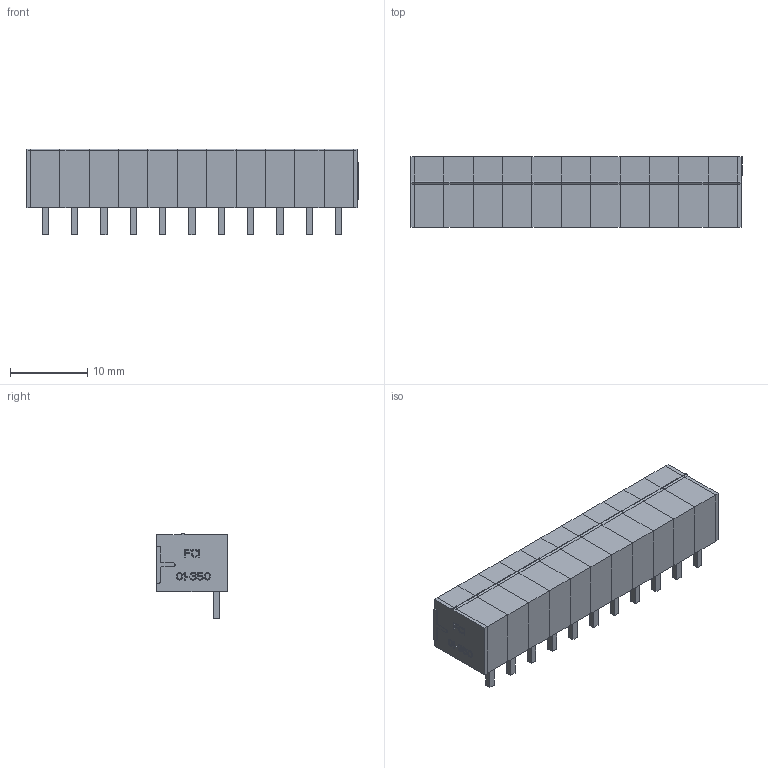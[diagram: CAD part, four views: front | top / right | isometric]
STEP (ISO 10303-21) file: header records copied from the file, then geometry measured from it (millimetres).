
FILE_DESCRIPTION(('STEP AP214'),'1');
FILE_NAME('20020110d111a01lf.stp','2020-03-24T14:16:54',('TraceParts'),('TraceParts S.A.'),'Spatial InterOp 3D',' ',' ');
FILE_SCHEMA(('AUTOMOTIVE_DESIGN { 1 0 10303 214 1 1 1 1 }'));
Length unit declared in the file: millimetre
Products named in the file (1): 20020110d111a01lf_1
Bounding box: 43.1 x 9.2 x 11.12 mm (x, y, z)
Volume: 1653.2 mm3; surface area: 5520 mm2
Topology: 13 solids, 13 shells, 963 faces, 2580 edges, 1698 vertices
Faces by surface type: plane 773, cylinder 124, torus 44, cone 22
Entity records: 29835 total; most frequent: CARTESIAN_POINT 5386, ORIENTED_EDGE 5160, DIRECTION 4868, EDGE_CURVE 2580, LINE 2200, VECTOR 2200, VERTEX_POINT 1698, AXIS2_PLACEMENT_3D 1334
